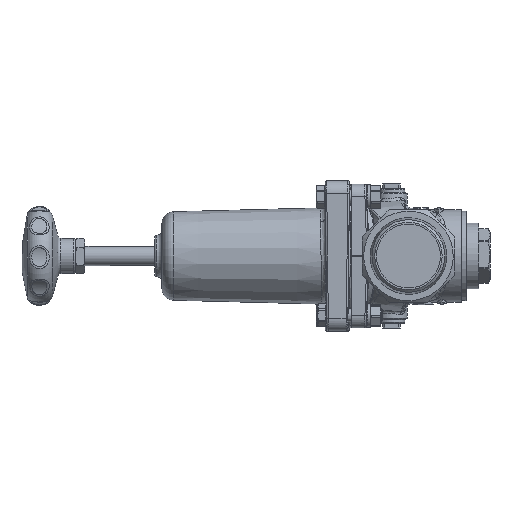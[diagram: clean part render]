
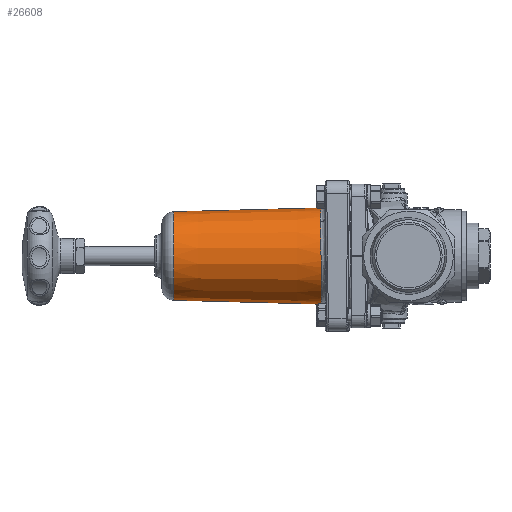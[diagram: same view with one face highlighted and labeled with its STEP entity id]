
A CAD part, left-side view. The second image highlights one B-rep face of the part: STEP entity #26608.
In plain terms, the highlighted conical face has half-angle 1.5 degrees and reference radius 28.868 mm.
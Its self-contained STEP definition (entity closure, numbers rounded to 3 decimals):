
#26433=CARTESIAN_POINT('',(0.,146.885,-27.686));
#26434=VERTEX_POINT('',#26433);
#26435=CARTESIAN_POINT('',(0.,146.885,0.));
#26436=DIRECTION('',(0.0,1.0,0.0));
#26437=DIRECTION('',(0.0,0.0,1.0));
#26438=AXIS2_PLACEMENT_3D('',#26435,#26436,#26437);
#26439=CIRCLE('',#26438,27.686);
#26440=EDGE_CURVE('',#26434,#26434,#26439,.T.);
#26509=CARTESIAN_POINT('',(0.,101.75,0.));
#26510=DIRECTION('',(0.,-1.0,0.));
#26511=DIRECTION('',(0.0,0.0,-1.0));
#26512=AXIS2_PLACEMENT_3D('',#26509,#26510,#26511);
#26513=CONICAL_SURFACE('',#26512,28.868,1.5);
#26514=ORIENTED_EDGE('',*,*,#26440,.F.);
#26515=EDGE_LOOP('',(#26514));
#26516=FACE_OUTER_BOUND('',#26515,.T.);
#26517=CARTESIAN_POINT('',(29.845,63.002,-1.5));
#26518=VERTEX_POINT('',#26517);
#26519=CARTESIAN_POINT('',(29.845,63.002,-1.5));
#26520=CARTESIAN_POINT('',(29.85,62.813,-1.5));
#26521=CARTESIAN_POINT('',(29.857,62.612,-1.463));
#26522=CARTESIAN_POINT('',(29.874,62.242,-1.31));
#26523=CARTESIAN_POINT('',(29.884,62.073,-1.195));
#26524=CARTESIAN_POINT('',(29.9,61.807,-0.928));
#26525=CARTESIAN_POINT('',(29.908,61.691,-0.76));
#26526=CARTESIAN_POINT('',(29.919,61.538,-0.39));
#26527=CARTESIAN_POINT('',(29.922,61.5,-0.189));
#26528=CARTESIAN_POINT('',(29.922,61.5,0.189));
#26529=CARTESIAN_POINT('',(29.919,61.538,0.39));
#26530=CARTESIAN_POINT('',(29.908,61.691,0.76));
#26531=CARTESIAN_POINT('',(29.9,61.807,0.928));
#26532=CARTESIAN_POINT('',(29.884,62.073,1.195));
#26533=CARTESIAN_POINT('',(29.874,62.242,1.31));
#26534=CARTESIAN_POINT('',(29.857,62.612,1.463));
#26535=CARTESIAN_POINT('',(29.85,62.813,1.5));
#26536=CARTESIAN_POINT('',(29.84,63.19,1.5));
#26537=CARTESIAN_POINT('',(29.837,63.391,1.462));
#26538=CARTESIAN_POINT('',(29.834,63.76,1.309));
#26539=CARTESIAN_POINT('',(29.835,63.928,1.193));
#26540=CARTESIAN_POINT('',(29.838,64.194,0.927));
#26541=CARTESIAN_POINT('',(29.84,64.31,0.758));
#26542=CARTESIAN_POINT('',(29.843,64.462,0.389));
#26543=CARTESIAN_POINT('',(29.844,64.5,0.188));
#26544=CARTESIAN_POINT('',(29.844,64.5,-0.188));
#26545=CARTESIAN_POINT('',(29.843,64.462,-0.389));
#26546=CARTESIAN_POINT('',(29.84,64.31,-0.758));
#26547=CARTESIAN_POINT('',(29.838,64.194,-0.927));
#26548=CARTESIAN_POINT('',(29.835,63.928,-1.193));
#26549=CARTESIAN_POINT('',(29.834,63.76,-1.309));
#26550=CARTESIAN_POINT('',(29.837,63.391,-1.462));
#26551=CARTESIAN_POINT('',(29.84,63.19,-1.5));
#26552=CARTESIAN_POINT('',(29.845,63.002,-1.5));
#26553=B_SPLINE_CURVE_WITH_KNOTS('',3,(#26519,#26520,#26521,#26522,#26523,#26524,#26525,#26526,#26527,#26528,#26529,#26530,#26531,#26532,#26533,#26534,#26535,#26536,#26537,#26538,#26539,#26540,#26541,#26542,#26543,#26544,#26545,#26546,#26547,#26548,#26549,#26550,#26551,#26552),.UNSPECIFIED.,.T.,.U.,(4,2,2,2,2,2,2,2,2,2,2,2,2,2,2,2,4),(0.0,0.057,0.113,0.17,0.226,0.283,0.34,0.396,0.453,0.509,0.566,0.622,0.679,0.735,0.791,0.848,0.904),.UNSPECIFIED.);
#26554=EDGE_CURVE('',#26518,#26518,#26553,.T.);
#26555=ORIENTED_EDGE('',*,*,#26554,.T.);
#26556=EDGE_LOOP('',(#26555));
#26557=FACE_BOUND('',#26556,.T.);
#26558=CARTESIAN_POINT('',(21.322,55.081,-21.232));
#26559=VERTEX_POINT('',#26558);
#26560=CARTESIAN_POINT('',(-21.232,55.081,21.322));
#26561=VERTEX_POINT('',#26560);
#26562=CARTESIAN_POINT('',(21.322,55.081,-21.232));
#26563=CARTESIAN_POINT('',(24.496,54.995,-18.047));
#26564=CARTESIAN_POINT('',(29.391,54.822,-10.233));
#26565=CARTESIAN_POINT('',(30.93,54.615,3.515));
#26566=CARTESIAN_POINT('',(26.356,54.499,16.574));
#26567=CARTESIAN_POINT('',(16.571,54.5,26.352));
#26568=CARTESIAN_POINT('',(3.516,54.615,30.933));
#26569=CARTESIAN_POINT('',(-10.233,54.822,29.391));
#26570=CARTESIAN_POINT('',(-18.047,54.995,24.496));
#26571=CARTESIAN_POINT('',(-21.232,55.081,21.322));
#26572=B_SPLINE_CURVE_WITH_KNOTS('',3,(#26562,#26563,#26564,#26565,#26566,#26567,#26568,#26569,#26570,#26571),.UNSPECIFIED.,.F.,.U.,(4,1,1,1,1,1,1,4),(-1.569,-1.121,-0.672,-0.224,0.224,0.672,1.121,1.569),.UNSPECIFIED.);
#26573=EDGE_CURVE('',#26559,#26561,#26572,.T.);
#26574=ORIENTED_EDGE('',*,*,#26573,.F.);
#26575=CARTESIAN_POINT('',(21.232,55.081,-21.322));
#26576=VERTEX_POINT('',#26575);
#26577=CARTESIAN_POINT('',(21.232,55.081,-21.322));
#26578=CARTESIAN_POINT('',(21.262,55.082,-21.292));
#26579=CARTESIAN_POINT('',(21.292,55.082,-21.262));
#26580=CARTESIAN_POINT('',(21.322,55.081,-21.232));
#26581=B_SPLINE_CURVE_WITH_KNOTS('',3,(#26577,#26578,#26579,#26580),.UNSPECIFIED.,.F.,.U.,(4,4),(0.,0.014),.UNSPECIFIED.);
#26582=EDGE_CURVE('',#26576,#26559,#26581,.T.);
#26583=ORIENTED_EDGE('',*,*,#26582,.F.);
#26584=CARTESIAN_POINT('',(-21.322,55.081,21.232));
#26585=VERTEX_POINT('',#26584);
#26586=CARTESIAN_POINT('',(-21.322,55.081,21.232));
#26587=CARTESIAN_POINT('',(-24.496,54.995,18.047));
#26588=CARTESIAN_POINT('',(-29.391,54.822,10.233));
#26589=CARTESIAN_POINT('',(-30.93,54.615,-3.515));
#26590=CARTESIAN_POINT('',(-26.356,54.499,-16.574));
#26591=CARTESIAN_POINT('',(-16.571,54.5,-26.352));
#26592=CARTESIAN_POINT('',(-3.516,54.615,-30.933));
#26593=CARTESIAN_POINT('',(10.233,54.822,-29.391));
#26594=CARTESIAN_POINT('',(18.047,54.995,-24.496));
#26595=CARTESIAN_POINT('',(21.232,55.081,-21.322));
#26596=B_SPLINE_CURVE_WITH_KNOTS('',3,(#26586,#26587,#26588,#26589,#26590,#26591,#26592,#26593,#26594,#26595),.UNSPECIFIED.,.F.,.U.,(4,1,1,1,1,1,1,4),(-1.569,-1.121,-0.672,-0.224,0.224,0.672,1.121,1.569),.UNSPECIFIED.);
#26597=EDGE_CURVE('',#26585,#26576,#26596,.T.);
#26598=ORIENTED_EDGE('',*,*,#26597,.F.);
#26599=CARTESIAN_POINT('',(-21.232,55.081,21.322));
#26600=CARTESIAN_POINT('',(-21.262,55.082,21.292));
#26601=CARTESIAN_POINT('',(-21.292,55.082,21.262));
#26602=CARTESIAN_POINT('',(-21.322,55.081,21.232));
#26603=B_SPLINE_CURVE_WITH_KNOTS('',3,(#26599,#26600,#26601,#26602),.UNSPECIFIED.,.F.,.U.,(4,4),(0.,0.014),.UNSPECIFIED.);
#26604=EDGE_CURVE('',#26561,#26585,#26603,.T.);
#26605=ORIENTED_EDGE('',*,*,#26604,.F.);
#26606=EDGE_LOOP('',(#26574,#26583,#26598,#26605));
#26607=FACE_BOUND('',#26606,.T.);
#26608=ADVANCED_FACE('',(#26516,#26557,#26607),#26513,.T.);
